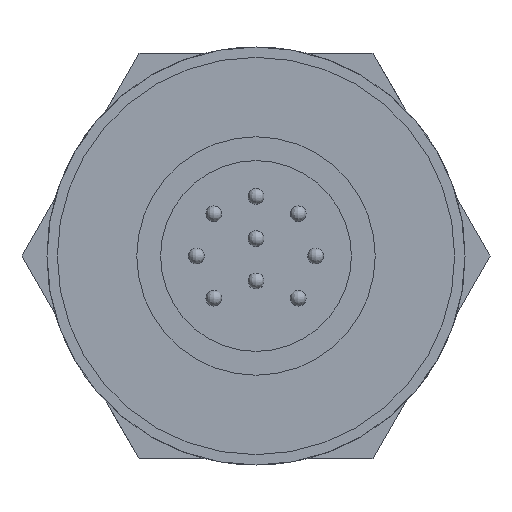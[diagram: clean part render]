
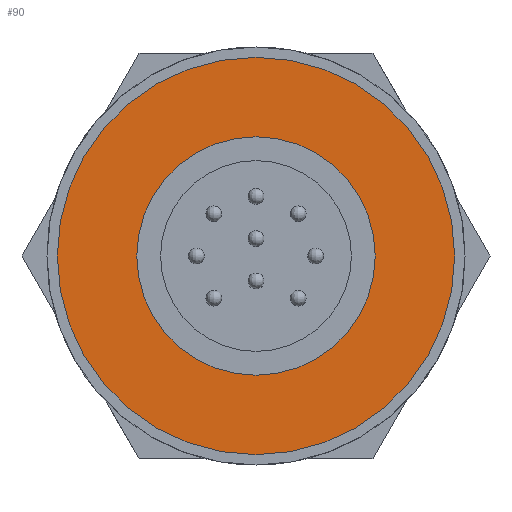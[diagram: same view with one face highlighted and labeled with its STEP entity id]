
A CAD part, left-side view. The second image highlights one B-rep face of the part: STEP entity #90.
In plain terms, the highlighted planar face has unit normal (-1, 0, 0).
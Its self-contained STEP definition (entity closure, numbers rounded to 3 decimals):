
#90 = ADVANCED_FACE ( 'NONE', ( #1147, #2912 ), #1016, .F. ) ;
#112 = AXIS2_PLACEMENT_3D ( 'NONE', #4505, #4502, #4496 ) ;
#419 = EDGE_CURVE ( 'NONE', #4424, #3916, #1880, .T. ) ;
#513 = EDGE_CURVE ( 'NONE', #881, #4916, #3507, .T. ) ;
#881 = VERTEX_POINT ( 'NONE', #3565 ) ;
#987 = CARTESIAN_POINT ( 'NONE',  ( 2., 0., -7.5 ) ) ;
#1016 = PLANE ( 'NONE',  #2571 ) ;
#1019 = DIRECTION ( 'NONE',  ( 1., 0., 0. ) ) ;
#1027 = DIRECTION ( 'NONE',  ( 0., 0., -1. ) ) ;
#1131 = ORIENTED_EDGE ( 'NONE', *, *, #2406, .F. ) ;
#1147 = FACE_OUTER_BOUND ( 'NONE', #3007, .T. ) ;
#1225 = ORIENTED_EDGE ( 'NONE', *, *, #4492, .F. ) ;
#1240 = DIRECTION ( 'NONE',  ( 0., 0., 1. ) ) ;
#1247 = DIRECTION ( 'NONE',  ( 1., 0., 0. ) ) ;
#1251 = CARTESIAN_POINT ( 'NONE',  ( 2., 0., 0. ) ) ;
#1585 = CARTESIAN_POINT ( 'NONE',  ( 2., 0., -12.5 ) ) ;
#1832 = ORIENTED_EDGE ( 'NONE', *, *, #513, .F. ) ;
#1880 = CIRCLE ( 'NONE', #1889, 12.5 ) ;
#1889 = AXIS2_PLACEMENT_3D ( 'NONE', #3881, #3882, #3887 ) ;
#2406 = EDGE_CURVE ( 'NONE', #3916, #4424, #4064, .T. ) ;
#2571 = AXIS2_PLACEMENT_3D ( 'NONE', #987, #1019, #1027 ) ;
#2615 = AXIS2_PLACEMENT_3D ( 'NONE', #4253, #4291, #4281 ) ;
#2824 = AXIS2_PLACEMENT_3D ( 'NONE', #1251, #1247, #1240 ) ;
#2912 = FACE_BOUND ( 'NONE', #4938, .T. ) ;
#2975 = CIRCLE ( 'NONE', #112, 7.5 ) ;
#3007 = EDGE_LOOP ( 'NONE', ( #4464, #1131 ) ) ;
#3404 = CARTESIAN_POINT ( 'NONE',  ( 2., 0., 7.5 ) ) ;
#3507 = CIRCLE ( 'NONE', #2615, 7.5 ) ;
#3565 = CARTESIAN_POINT ( 'NONE',  ( 2., 0., -7.5 ) ) ;
#3881 = CARTESIAN_POINT ( 'NONE',  ( 2., 0., 0. ) ) ;
#3882 = DIRECTION ( 'NONE',  ( 1., 0., 0. ) ) ;
#3887 = DIRECTION ( 'NONE',  ( 0., 0., 1. ) ) ;
#3916 = VERTEX_POINT ( 'NONE', #1585 ) ;
#4064 = CIRCLE ( 'NONE', #2824, 12.5 ) ;
#4253 = CARTESIAN_POINT ( 'NONE',  ( 2., 0., 0. ) ) ;
#4281 = DIRECTION ( 'NONE',  ( 0., 0., 1. ) ) ;
#4291 = DIRECTION ( 'NONE',  ( -1., 0., 0. ) ) ;
#4424 = VERTEX_POINT ( 'NONE', #4774 ) ;
#4464 = ORIENTED_EDGE ( 'NONE', *, *, #419, .F. ) ;
#4492 = EDGE_CURVE ( 'NONE', #4916, #881, #2975, .T. ) ;
#4496 = DIRECTION ( 'NONE',  ( 0., 0., 1. ) ) ;
#4502 = DIRECTION ( 'NONE',  ( -1., 0., 0. ) ) ;
#4505 = CARTESIAN_POINT ( 'NONE',  ( 2., 0., 0. ) ) ;
#4774 = CARTESIAN_POINT ( 'NONE',  ( 2., 0., 12.5 ) ) ;
#4916 = VERTEX_POINT ( 'NONE', #3404 ) ;
#4938 = EDGE_LOOP ( 'NONE', ( #1225, #1832 ) ) ;
